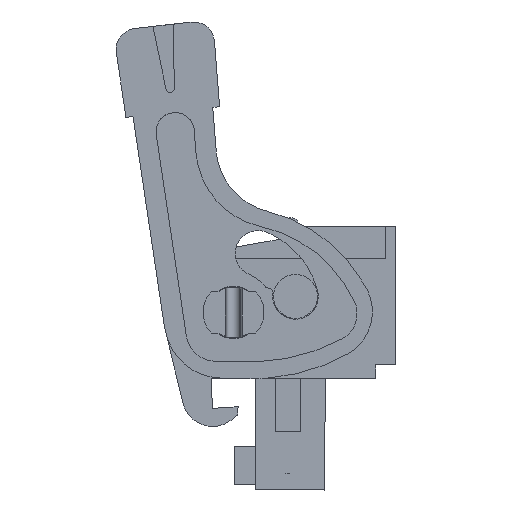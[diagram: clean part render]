
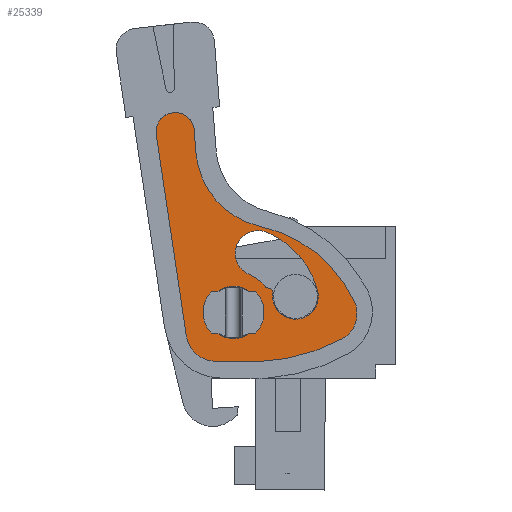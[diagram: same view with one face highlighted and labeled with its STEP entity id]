
A CAD part, left-side view. The second image highlights one B-rep face of the part: STEP entity #25339.
In plain terms, the highlighted planar face has unit normal (-1, 0, 0).
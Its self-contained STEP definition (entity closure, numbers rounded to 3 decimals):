
#24179=AXIS2_PLACEMENT_3D('Plane Axis2P3D',#24176,#24177,#24178) ;
#24711=AXIS2_PLACEMENT_3D('Circle Axis2P3D',#24709,#24710,$) ;
#24850=AXIS2_PLACEMENT_3D('Circle Axis2P3D',#24848,#24849,$) ;
#24875=AXIS2_PLACEMENT_3D('Circle Axis2P3D',#24873,#24874,$) ;
#24900=AXIS2_PLACEMENT_3D('Circle Axis2P3D',#24898,#24899,$) ;
#24925=AXIS2_PLACEMENT_3D('Circle Axis2P3D',#24923,#24924,$) ;
#25257=AXIS2_PLACEMENT_3D('Circle Axis2P3D',#25255,#25256,$) ;
#25266=AXIS2_PLACEMENT_3D('Circle Axis2P3D',#25264,#25265,$) ;
#25273=AXIS2_PLACEMENT_3D('Circle Axis2P3D',#25271,#25272,$) ;
#25280=AXIS2_PLACEMENT_3D('Circle Axis2P3D',#25278,#25279,$) ;
#25287=AXIS2_PLACEMENT_3D('Circle Axis2P3D',#25285,#25286,$) ;
#25294=AXIS2_PLACEMENT_3D('Circle Axis2P3D',#25292,#25293,$) ;
#25301=AXIS2_PLACEMENT_3D('Circle Axis2P3D',#25299,#25300,$) ;
#25308=AXIS2_PLACEMENT_3D('Circle Axis2P3D',#25306,#25307,$) ;
#25323=AXIS2_PLACEMENT_3D('Circle Axis2P3D',#25321,#25322,$) ;
#25332=AXIS2_PLACEMENT_3D('Circle Axis2P3D',#25330,#25331,$) ;
#24176=CARTESIAN_POINT('Axis2P3D Location',(1.1,1.4,0.)) ;
#24709=CARTESIAN_POINT('Axis2P3D Location',(1.1,10.645,9.383)) ;
#24713=CARTESIAN_POINT('Vertex',(1.1,10.665,7.61)) ;
#24715=CARTESIAN_POINT('Vertex',(1.1,12.398,9.121)) ;
#24741=CARTESIAN_POINT('Line Origine',(1.1,13.287,15.072)) ;
#24745=CARTESIAN_POINT('Vertex',(1.1,14.176,21.023)) ;
#24767=CARTESIAN_POINT('Control Point',(1.1,14.176,21.023)) ;
#24768=CARTESIAN_POINT('Control Point',(1.1,14.229,21.374)) ;
#24769=CARTESIAN_POINT('Control Point',(1.1,14.144,21.746)) ;
#24770=CARTESIAN_POINT('Control Point',(1.1,13.907,22.065)) ;
#24771=CARTESIAN_POINT('Control Point',(1.1,13.246,22.446)) ;
#24772=CARTESIAN_POINT('Control Point',(1.1,12.502,22.275)) ;
#24773=CARTESIAN_POINT('Control Point',(1.1,12.183,22.039)) ;
#24774=CARTESIAN_POINT('Control Point',(1.1,11.992,21.709)) ;
#24775=CARTESIAN_POINT('Control Point',(1.1,11.94,21.357)) ;
#24776=CARTESIAN_POINT('Vertex',(1.1,11.94,21.357)) ;
#24798=CARTESIAN_POINT('Control Point',(1.1,11.94,21.357)) ;
#24799=CARTESIAN_POINT('Control Point',(1.1,11.936,21.331)) ;
#24800=CARTESIAN_POINT('Control Point',(1.1,11.933,21.305)) ;
#24801=CARTESIAN_POINT('Control Point',(1.1,11.931,21.279)) ;
#24802=CARTESIAN_POINT('Vertex',(1.1,11.931,21.279)) ;
#24823=CARTESIAN_POINT('Line Origine',(1.1,11.879,20.618)) ;
#24827=CARTESIAN_POINT('Vertex',(1.1,11.827,19.957)) ;
#24848=CARTESIAN_POINT('Axis2P3D Location',(1.1,6.976,20.339)) ;
#24852=CARTESIAN_POINT('Vertex',(1.1,8.015,15.585)) ;
#24873=CARTESIAN_POINT('Axis2P3D Location',(1.1,9.73,7.737)) ;
#24877=CARTESIAN_POINT('Vertex',(1.1,2.462,11.157)) ;
#24898=CARTESIAN_POINT('Axis2P3D Location',(1.1,4.004,10.431)) ;
#24902=CARTESIAN_POINT('Vertex',(1.1,3.202,8.927)) ;
#24923=CARTESIAN_POINT('Axis2P3D Location',(1.1,8.615,19.073)) ;
#24927=CARTESIAN_POINT('Vertex',(1.1,8.181,7.582)) ;
#24948=CARTESIAN_POINT('Line Origine',(1.1,9.423,7.596)) ;
#25255=CARTESIAN_POINT('Axis2P3D Location',(1.1,7.517,12.189)) ;
#25259=CARTESIAN_POINT('Vertex',(1.1,7.517,11.939)) ;
#25261=CARTESIAN_POINT('Vertex',(1.1,7.711,12.031)) ;
#25264=CARTESIAN_POINT('Axis2P3D Location',(1.1,9.6,10.5)) ;
#25268=CARTESIAN_POINT('Vertex',(1.1,8.672,12.747)) ;
#25271=CARTESIAN_POINT('Axis2P3D Location',(1.1,8.156,13.995)) ;
#25275=CARTESIAN_POINT('Vertex',(1.1,7.641,15.242)) ;
#25278=CARTESIAN_POINT('Axis2P3D Location',(1.1,9.6,10.5)) ;
#25282=CARTESIAN_POINT('Vertex',(1.1,4.633,11.789)) ;
#25285=CARTESIAN_POINT('Axis2P3D Location',(1.1,5.94,11.45)) ;
#25289=CARTESIAN_POINT('Vertex',(1.1,7.247,11.111)) ;
#25292=CARTESIAN_POINT('Axis2P3D Location',(1.1,5.94,11.45)) ;
#25296=CARTESIAN_POINT('Vertex',(1.1,7.286,11.555)) ;
#25299=CARTESIAN_POINT('Axis2P3D Location',(1.1,6.887,11.524)) ;
#25303=CARTESIAN_POINT('Vertex',(1.1,7.274,11.625)) ;
#25306=CARTESIAN_POINT('Axis2P3D Location',(1.1,7.516,11.689)) ;
#25321=CARTESIAN_POINT('Axis2P3D Location',(1.1,9.6,10.5)) ;
#25325=CARTESIAN_POINT('Vertex',(1.1,9.6,8.95)) ;
#25327=CARTESIAN_POINT('Vertex',(1.1,9.6,12.05)) ;
#25330=CARTESIAN_POINT('Axis2P3D Location',(1.1,9.6,10.5)) ;
#24177=DIRECTION('Axis2P3D Direction',(1.,0.,0.)) ;
#24178=DIRECTION('Axis2P3D XDirection',(0.,1.,0.)) ;
#24710=DIRECTION('Axis2P3D Direction',(1.,0.,0.)) ;
#24742=DIRECTION('Vector Direction',(0.,0.148,0.989)) ;
#24824=DIRECTION('Vector Direction',(0.,-0.078,-0.997)) ;
#24849=DIRECTION('Axis2P3D Direction',(1.,0.,0.)) ;
#24874=DIRECTION('Axis2P3D Direction',(1.,0.,0.)) ;
#24899=DIRECTION('Axis2P3D Direction',(1.,0.,0.)) ;
#24924=DIRECTION('Axis2P3D Direction',(1.,0.,0.)) ;
#24949=DIRECTION('Vector Direction',(0.,1.,0.011)) ;
#25256=DIRECTION('Axis2P3D Direction',(1.,0.,0.)) ;
#25265=DIRECTION('Axis2P3D Direction',(1.,0.,0.)) ;
#25272=DIRECTION('Axis2P3D Direction',(1.,0.,0.)) ;
#25279=DIRECTION('Axis2P3D Direction',(1.,0.,0.)) ;
#25286=DIRECTION('Axis2P3D Direction',(1.,0.,0.)) ;
#25293=DIRECTION('Axis2P3D Direction',(1.,0.,0.)) ;
#25300=DIRECTION('Axis2P3D Direction',(1.,0.,0.)) ;
#25307=DIRECTION('Axis2P3D Direction',(1.,0.,0.)) ;
#25322=DIRECTION('Axis2P3D Direction',(1.,0.,0.)) ;
#25331=DIRECTION('Axis2P3D Direction',(1.,0.,0.)) ;
#24743=VECTOR('Line Direction',#24742,1.) ;
#24825=VECTOR('Line Direction',#24824,1.) ;
#24950=VECTOR('Line Direction',#24949,1.) ;
#25244=ORIENTED_EDGE('',*,*,#24717,.F.) ;
#25245=ORIENTED_EDGE('',*,*,#24952,.F.) ;
#25246=ORIENTED_EDGE('',*,*,#24929,.F.) ;
#25247=ORIENTED_EDGE('',*,*,#24904,.F.) ;
#25248=ORIENTED_EDGE('',*,*,#24879,.F.) ;
#25249=ORIENTED_EDGE('',*,*,#24854,.F.) ;
#25250=ORIENTED_EDGE('',*,*,#24829,.F.) ;
#25251=ORIENTED_EDGE('',*,*,#24804,.F.) ;
#25252=ORIENTED_EDGE('',*,*,#24778,.F.) ;
#25253=ORIENTED_EDGE('',*,*,#24747,.F.) ;
#25312=ORIENTED_EDGE('',*,*,#25263,.T.) ;
#25313=ORIENTED_EDGE('',*,*,#25270,.F.) ;
#25314=ORIENTED_EDGE('',*,*,#25277,.T.) ;
#25315=ORIENTED_EDGE('',*,*,#25284,.T.) ;
#25316=ORIENTED_EDGE('',*,*,#25291,.T.) ;
#25317=ORIENTED_EDGE('',*,*,#25298,.T.) ;
#25318=ORIENTED_EDGE('',*,*,#25305,.T.) ;
#25319=ORIENTED_EDGE('',*,*,#25310,.F.) ;
#25336=ORIENTED_EDGE('',*,*,#25329,.T.) ;
#25337=ORIENTED_EDGE('',*,*,#25334,.T.) ;
#25320=FACE_BOUND('',#25311,.T.) ;
#25338=FACE_BOUND('',#25335,.T.) ;
#25339=ADVANCED_FACE('lock.1',(#25254,#25320,#25338),#24180,.F.) ;
#24766=B_SPLINE_CURVE_WITH_KNOTS('',5,(#24767,#24768,#24769,#24770,#24771,#24772,#24773,#24774,#24775),.UNSPECIFIED.,.F.,.U.,(6,3,6),(-1.776,0.,1.776),.UNSPECIFIED.) ;
#24797=B_SPLINE_CURVE_WITH_KNOTS('',3,(#24798,#24799,#24800,#24801),.UNSPECIFIED.,.F.,.U.,(4,4),(-0.039,0.039),.UNSPECIFIED.) ;
#24712=CIRCLE('generated circle',#24711,1.773) ;
#24851=CIRCLE('generated circle',#24850,4.866) ;
#24876=CIRCLE('generated circle',#24875,8.033) ;
#24901=CIRCLE('generated circle',#24900,1.705) ;
#24926=CIRCLE('generated circle',#24925,11.5) ;
#25258=CIRCLE('generated circle',#25257,0.25) ;
#25267=CIRCLE('generated circle',#25266,2.431) ;
#25274=CIRCLE('generated circle',#25273,1.35) ;
#25281=CIRCLE('generated circle',#25280,5.131) ;
#25288=CIRCLE('generated circle',#25287,1.35) ;
#25295=CIRCLE('generated circle',#25294,1.35) ;
#25302=CIRCLE('generated circle',#25301,0.4) ;
#25309=CIRCLE('generated circle',#25308,0.25) ;
#25324=CIRCLE('generated circle',#25323,1.55) ;
#25333=CIRCLE('generated circle',#25332,1.55) ;
#24717=EDGE_CURVE('',#24714,#24716,#24712,.T.) ;
#24747=EDGE_CURVE('',#24716,#24746,#24744,.T.) ;
#24778=EDGE_CURVE('',#24746,#24777,#24766,.T.) ;
#24804=EDGE_CURVE('',#24777,#24803,#24797,.T.) ;
#24829=EDGE_CURVE('',#24803,#24828,#24826,.T.) ;
#24854=EDGE_CURVE('',#24828,#24853,#24851,.F.) ;
#24879=EDGE_CURVE('',#24853,#24878,#24876,.T.) ;
#24904=EDGE_CURVE('',#24878,#24903,#24901,.T.) ;
#24929=EDGE_CURVE('',#24903,#24928,#24926,.T.) ;
#24952=EDGE_CURVE('',#24928,#24714,#24951,.T.) ;
#25263=EDGE_CURVE('',#25260,#25262,#25258,.T.) ;
#25270=EDGE_CURVE('',#25269,#25262,#25267,.T.) ;
#25277=EDGE_CURVE('',#25269,#25276,#25274,.T.) ;
#25284=EDGE_CURVE('',#25276,#25283,#25281,.T.) ;
#25291=EDGE_CURVE('',#25283,#25290,#25288,.T.) ;
#25298=EDGE_CURVE('',#25290,#25297,#25295,.T.) ;
#25305=EDGE_CURVE('',#25297,#25304,#25302,.T.) ;
#25310=EDGE_CURVE('',#25260,#25304,#25309,.T.) ;
#25329=EDGE_CURVE('',#25326,#25328,#25324,.T.) ;
#25334=EDGE_CURVE('',#25328,#25326,#25333,.T.) ;
#25243=EDGE_LOOP('',(#25244,#25245,#25246,#25247,#25248,#25249,#25250,#25251,#25252,#25253)) ;
#25311=EDGE_LOOP('',(#25312,#25313,#25314,#25315,#25316,#25317,#25318,#25319)) ;
#25335=EDGE_LOOP('',(#25336,#25337)) ;
#25254=FACE_OUTER_BOUND('',#25243,.T.) ;
#24744=LINE('Line',#24741,#24743) ;
#24826=LINE('Line',#24823,#24825) ;
#24951=LINE('Line',#24948,#24950) ;
#24180=PLANE('',#24179) ;
#24714=VERTEX_POINT('',#24713) ;
#24716=VERTEX_POINT('',#24715) ;
#24746=VERTEX_POINT('',#24745) ;
#24777=VERTEX_POINT('',#24776) ;
#24803=VERTEX_POINT('',#24802) ;
#24828=VERTEX_POINT('',#24827) ;
#24853=VERTEX_POINT('',#24852) ;
#24878=VERTEX_POINT('',#24877) ;
#24903=VERTEX_POINT('',#24902) ;
#24928=VERTEX_POINT('',#24927) ;
#25260=VERTEX_POINT('',#25259) ;
#25262=VERTEX_POINT('',#25261) ;
#25269=VERTEX_POINT('',#25268) ;
#25276=VERTEX_POINT('',#25275) ;
#25283=VERTEX_POINT('',#25282) ;
#25290=VERTEX_POINT('',#25289) ;
#25297=VERTEX_POINT('',#25296) ;
#25304=VERTEX_POINT('',#25303) ;
#25326=VERTEX_POINT('',#25325) ;
#25328=VERTEX_POINT('',#25327) ;
